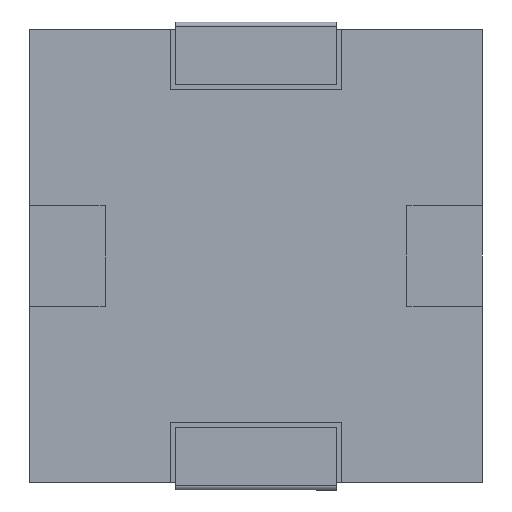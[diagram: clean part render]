
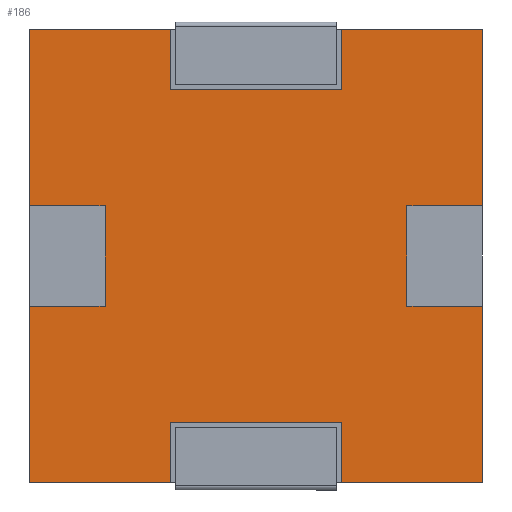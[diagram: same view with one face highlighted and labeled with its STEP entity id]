
A CAD part, front view. The second image highlights one B-rep face of the part: STEP entity #186.
In plain terms, the highlighted planar face has unit normal (0, -1, 0).
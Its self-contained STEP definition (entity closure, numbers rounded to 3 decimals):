
#19 = CARTESIAN_POINT ( 'NONE',  ( 3., -0.96, 0.99 ) ) ;
#21 = VECTOR ( 'NONE', #714, 1000. ) ;
#45 = VECTOR ( 'NONE', #915, 1000. ) ;
#48 = EDGE_CURVE ( 'NONE', #926, #330, #258, .T. ) ;
#52 = LINE ( 'NONE', #967, #1009 ) ;
#81 = CARTESIAN_POINT ( 'NONE',  ( 4.5, -0.96, -0.01 ) ) ;
#85 = ORIENTED_EDGE ( 'NONE', *, *, #1022, .T. ) ;
#90 = DIRECTION ( 'NONE',  ( 0., 0., -1. ) ) ;
#100 = ORIENTED_EDGE ( 'NONE', *, *, #1205, .T. ) ;
#118 = ORIENTED_EDGE ( 'NONE', *, *, #176, .T. ) ;
#124 = CARTESIAN_POINT ( 'NONE',  ( 4.5, -0.96, -3.51 ) ) ;
#133 = ORIENTED_EDGE ( 'NONE', *, *, #283, .T. ) ;
#136 = VECTOR ( 'NONE', #220, 1000. ) ;
#144 = DIRECTION ( 'NONE',  ( -1., 0., 0. ) ) ;
#165 = CARTESIAN_POINT ( 'NONE',  ( 1.7, -0.96, 0.99 ) ) ;
#176 = EDGE_CURVE ( 'NONE', #1103, #953, #52, .T. ) ;
#186 = ADVANCED_FACE ( 'NONE', ( #793 ), #887, .T. ) ;
#188 = VERTEX_POINT ( 'NONE', #760 ) ;
#189 = CARTESIAN_POINT ( 'NONE',  ( 4.5, -0.96, 5.49 ) ) ;
#196 = CARTESIAN_POINT ( 'NONE',  ( -1.7, -0.96, 4.29 ) ) ;
#200 = VERTEX_POINT ( 'NONE', #1080 ) ;
#202 = EDGE_CURVE ( 'NONE', #882, #290, #880, .T. ) ;
#203 = EDGE_CURVE ( 'NONE', #372, #1145, #377, .T. ) ;
#204 = VECTOR ( 'NONE', #965, 1000. ) ;
#207 = CARTESIAN_POINT ( 'NONE',  ( -1.7, -0.96, -3.51 ) ) ;
#220 = DIRECTION ( 'NONE',  ( 0., 0., -1. ) ) ;
#237 = VERTEX_POINT ( 'NONE', #805 ) ;
#255 = CARTESIAN_POINT ( 'NONE',  ( -4.5, -0.96, -3.51 ) ) ;
#256 = EDGE_CURVE ( 'NONE', #680, #1065, #929, .T. ) ;
#257 = CARTESIAN_POINT ( 'NONE',  ( 0., -0.96, -0.01 ) ) ;
#258 = LINE ( 'NONE', #124, #496 ) ;
#271 = CARTESIAN_POINT ( 'NONE',  ( -4.5, -0.96, -3.51 ) ) ;
#281 = ORIENTED_EDGE ( 'NONE', *, *, #310, .T. ) ;
#283 = EDGE_CURVE ( 'NONE', #1065, #647, #709, .T. ) ;
#290 = VERTEX_POINT ( 'NONE', #595 ) ;
#292 = EDGE_CURVE ( 'NONE', #671, #1195, #404, .T. ) ;
#310 = EDGE_CURVE ( 'NONE', #610, #926, #1222, .T. ) ;
#330 = VERTEX_POINT ( 'NONE', #602 ) ;
#331 = DIRECTION ( 'NONE',  ( 0., 0., 1. ) ) ;
#336 = ORIENTED_EDGE ( 'NONE', *, *, #378, .T. ) ;
#344 = EDGE_CURVE ( 'NONE', #647, #200, #620, .T. ) ;
#348 = EDGE_LOOP ( 'NONE', ( #133, #691, #100, #400, #336, #118, #425, #1098, #850, #353, #529, #1274, #85, #1182, #281, #910, #904, #1000, #950, #1218 ) ) ;
#353 = ORIENTED_EDGE ( 'NONE', *, *, #202, .T. ) ;
#372 = VERTEX_POINT ( 'NONE', #1143 ) ;
#377 = LINE ( 'NONE', #975, #986 ) ;
#378 = EDGE_CURVE ( 'NONE', #918, #1103, #440, .T. ) ;
#389 = DIRECTION ( 'NONE',  ( 0., 0., -1. ) ) ;
#398 = CARTESIAN_POINT ( 'NONE',  ( 1.7, -0.96, 0.99 ) ) ;
#400 = ORIENTED_EDGE ( 'NONE', *, *, #1072, .T. ) ;
#404 = LINE ( 'NONE', #398, #764 ) ;
#425 = ORIENTED_EDGE ( 'NONE', *, *, #501, .T. ) ;
#433 = CARTESIAN_POINT ( 'NONE',  ( 0., -0.96, 1.99 ) ) ;
#439 = LINE ( 'NONE', #19, #638 ) ;
#440 = LINE ( 'NONE', #1057, #962 ) ;
#473 = DIRECTION ( 'NONE',  ( 1., 0., 0. ) ) ;
#487 = CARTESIAN_POINT ( 'NONE',  ( 0., -0.96, 4.29 ) ) ;
#496 = VECTOR ( 'NONE', #653, 1000. ) ;
#501 = EDGE_CURVE ( 'NONE', #953, #1145, #1281, .T. ) ;
#508 = CARTESIAN_POINT ( 'NONE',  ( 0., -0.96, -2.31 ) ) ;
#509 = CARTESIAN_POINT ( 'NONE',  ( -1.7, -0.96, 0.99 ) ) ;
#512 = CARTESIAN_POINT ( 'NONE',  ( 1.7, -0.96, 5.49 ) ) ;
#514 = CARTESIAN_POINT ( 'NONE',  ( 4.5, -0.96, 5.49 ) ) ;
#529 = ORIENTED_EDGE ( 'NONE', *, *, #628, .T. ) ;
#555 = VECTOR ( 'NONE', #614, 1000. ) ;
#564 = LINE ( 'NONE', #487, #582 ) ;
#566 = DIRECTION ( 'NONE',  ( 0., 0., -1. ) ) ;
#573 = DIRECTION ( 'NONE',  ( 0., 0., -1. ) ) ;
#582 = VECTOR ( 'NONE', #973, 1000. ) ;
#593 = LINE ( 'NONE', #906, #943 ) ;
#595 = CARTESIAN_POINT ( 'NONE',  ( 1.7, -0.96, -3.51 ) ) ;
#597 = VERTEX_POINT ( 'NONE', #81 ) ;
#602 = CARTESIAN_POINT ( 'NONE',  ( 4.5, -0.96, 5.49 ) ) ;
#606 = EDGE_CURVE ( 'NONE', #1195, #680, #564, .T. ) ;
#607 = DIRECTION ( 'NONE',  ( 0., 0., 1. ) ) ;
#610 = VERTEX_POINT ( 'NONE', #768 ) ;
#614 = DIRECTION ( 'NONE',  ( 1., 0., 0. ) ) ;
#620 = LINE ( 'NONE', #1123, #136 ) ;
#628 = EDGE_CURVE ( 'NONE', #290, #722, #867, .T. ) ;
#638 = VECTOR ( 'NONE', #331, 1000. ) ;
#642 = VECTOR ( 'NONE', #473, 1000. ) ;
#647 = VERTEX_POINT ( 'NONE', #803 ) ;
#653 = DIRECTION ( 'NONE',  ( 0., 0., 1. ) ) ;
#671 = VERTEX_POINT ( 'NONE', #512 ) ;
#674 = EDGE_CURVE ( 'NONE', #722, #597, #593, .T. ) ;
#679 = CARTESIAN_POINT ( 'NONE',  ( 1.7, -0.96, -2.31 ) ) ;
#680 = VERTEX_POINT ( 'NONE', #196 ) ;
#691 = ORIENTED_EDGE ( 'NONE', *, *, #344, .T. ) ;
#700 = VECTOR ( 'NONE', #389, 1000. ) ;
#701 = CARTESIAN_POINT ( 'NONE',  ( -4.5, -0.96, -0.01 ) ) ;
#709 = LINE ( 'NONE', #514, #792 ) ;
#714 = DIRECTION ( 'NONE',  ( 1., 0., 0. ) ) ;
#722 = VERTEX_POINT ( 'NONE', #791 ) ;
#747 = DIRECTION ( 'NONE',  ( -1., 0., 0. ) ) ;
#760 = CARTESIAN_POINT ( 'NONE',  ( -3., -0.96, 1.99 ) ) ;
#764 = VECTOR ( 'NONE', #90, 1000. ) ;
#768 = CARTESIAN_POINT ( 'NONE',  ( 3., -0.96, 1.99 ) ) ;
#779 = DIRECTION ( 'NONE',  ( -1., 0., 0. ) ) ;
#791 = CARTESIAN_POINT ( 'NONE',  ( 4.5, -0.96, -3.51 ) ) ;
#792 = VECTOR ( 'NONE', #923, 1000. ) ;
#793 = FACE_OUTER_BOUND ( 'NONE', #348, .T. ) ;
#803 = CARTESIAN_POINT ( 'NONE',  ( -4.5, -0.96, 5.49 ) ) ;
#805 = CARTESIAN_POINT ( 'NONE',  ( 3., -0.96, -0.01 ) ) ;
#806 = EDGE_CURVE ( 'NONE', #237, #610, #439, .T. ) ;
#817 = LINE ( 'NONE', #508, #1227 ) ;
#850 = ORIENTED_EDGE ( 'NONE', *, *, #1170, .T. ) ;
#866 = EDGE_CURVE ( 'NONE', #330, #671, #1109, .T. ) ;
#867 = LINE ( 'NONE', #271, #642 ) ;
#874 = AXIS2_PLACEMENT_3D ( 'NONE', #1209, #981, #573 ) ;
#880 = LINE ( 'NONE', #165, #1309 ) ;
#882 = VERTEX_POINT ( 'NONE', #679 ) ;
#887 = PLANE ( 'NONE',  #874 ) ;
#904 = ORIENTED_EDGE ( 'NONE', *, *, #866, .T. ) ;
#906 = CARTESIAN_POINT ( 'NONE',  ( 4.5, -0.96, -3.51 ) ) ;
#910 = ORIENTED_EDGE ( 'NONE', *, *, #48, .T. ) ;
#915 = DIRECTION ( 'NONE',  ( 0., 0., 1. ) ) ;
#918 = VERTEX_POINT ( 'NONE', #984 ) ;
#923 = DIRECTION ( 'NONE',  ( -1., 0., 0. ) ) ;
#926 = VERTEX_POINT ( 'NONE', #1202 ) ;
#928 = DIRECTION ( 'NONE',  ( 1., 0., 0. ) ) ;
#929 = LINE ( 'NONE', #509, #45 ) ;
#943 = VECTOR ( 'NONE', #607, 1000. ) ;
#950 = ORIENTED_EDGE ( 'NONE', *, *, #606, .T. ) ;
#953 = VERTEX_POINT ( 'NONE', #1307 ) ;
#956 = LINE ( 'NONE', #257, #985 ) ;
#962 = VECTOR ( 'NONE', #144, 1000. ) ;
#965 = DIRECTION ( 'NONE',  ( 1., 0., 0. ) ) ;
#967 = CARTESIAN_POINT ( 'NONE',  ( -4.5, -0.96, 5.49 ) ) ;
#973 = DIRECTION ( 'NONE',  ( -1., 0., 0. ) ) ;
#975 = CARTESIAN_POINT ( 'NONE',  ( -1.7, -0.96, -3.51 ) ) ;
#981 = DIRECTION ( 'NONE',  ( 0., -1., 0. ) ) ;
#984 = CARTESIAN_POINT ( 'NONE',  ( -3., -0.96, -0.01 ) ) ;
#985 = VECTOR ( 'NONE', #747, 1000. ) ;
#986 = VECTOR ( 'NONE', #1187, 1000. ) ;
#996 = DIRECTION ( 'NONE',  ( 0., 0., -1. ) ) ;
#1000 = ORIENTED_EDGE ( 'NONE', *, *, #292, .T. ) ;
#1009 = VECTOR ( 'NONE', #996, 1000. ) ;
#1018 = CARTESIAN_POINT ( 'NONE',  ( 1.7, -0.96, 4.29 ) ) ;
#1022 = EDGE_CURVE ( 'NONE', #597, #237, #956, .T. ) ;
#1057 = CARTESIAN_POINT ( 'NONE',  ( 0., -0.96, -0.01 ) ) ;
#1065 = VERTEX_POINT ( 'NONE', #1105 ) ;
#1072 = EDGE_CURVE ( 'NONE', #188, #918, #1320, .T. ) ;
#1080 = CARTESIAN_POINT ( 'NONE',  ( -4.5, -0.96, 1.99 ) ) ;
#1098 = ORIENTED_EDGE ( 'NONE', *, *, #203, .F. ) ;
#1103 = VERTEX_POINT ( 'NONE', #701 ) ;
#1105 = CARTESIAN_POINT ( 'NONE',  ( -1.7, -0.96, 5.49 ) ) ;
#1109 = LINE ( 'NONE', #189, #1142 ) ;
#1123 = CARTESIAN_POINT ( 'NONE',  ( -4.5, -0.96, 5.49 ) ) ;
#1129 = CARTESIAN_POINT ( 'NONE',  ( 0., -0.96, 1.99 ) ) ;
#1134 = LINE ( 'NONE', #433, #555 ) ;
#1142 = VECTOR ( 'NONE', #779, 1000. ) ;
#1143 = CARTESIAN_POINT ( 'NONE',  ( -1.7, -0.96, -2.31 ) ) ;
#1145 = VERTEX_POINT ( 'NONE', #207 ) ;
#1170 = EDGE_CURVE ( 'NONE', #372, #882, #817, .T. ) ;
#1182 = ORIENTED_EDGE ( 'NONE', *, *, #806, .T. ) ;
#1187 = DIRECTION ( 'NONE',  ( 0., 0., -1. ) ) ;
#1195 = VERTEX_POINT ( 'NONE', #1018 ) ;
#1202 = CARTESIAN_POINT ( 'NONE',  ( 4.5, -0.96, 1.99 ) ) ;
#1205 = EDGE_CURVE ( 'NONE', #200, #188, #1134, .T. ) ;
#1209 = CARTESIAN_POINT ( 'NONE',  ( 0., -0.96, 0.99 ) ) ;
#1218 = ORIENTED_EDGE ( 'NONE', *, *, #256, .T. ) ;
#1222 = LINE ( 'NONE', #1129, #21 ) ;
#1227 = VECTOR ( 'NONE', #928, 1000. ) ;
#1274 = ORIENTED_EDGE ( 'NONE', *, *, #674, .T. ) ;
#1281 = LINE ( 'NONE', #255, #204 ) ;
#1299 = CARTESIAN_POINT ( 'NONE',  ( -3., -0.96, 0.99 ) ) ;
#1307 = CARTESIAN_POINT ( 'NONE',  ( -4.5, -0.96, -3.51 ) ) ;
#1309 = VECTOR ( 'NONE', #566, 1000. ) ;
#1320 = LINE ( 'NONE', #1299, #700 ) ;
